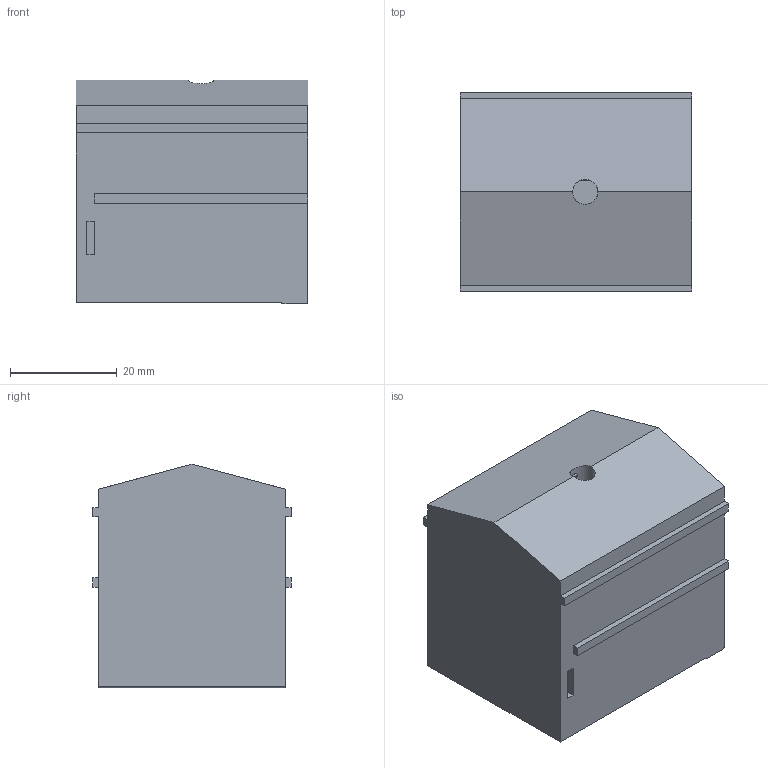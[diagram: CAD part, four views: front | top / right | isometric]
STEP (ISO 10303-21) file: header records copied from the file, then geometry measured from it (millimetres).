
FILE_DESCRIPTION(/* description */ ('Unknown'),/* implementation_level */ '2;1');
FILE_NAME(/* name */ '6DPBB70H_Re-engineering',/* time_stamp */ '2016-11-17T14:49:43+05:00',/* author */ ('Unknown'),/* organization */ ('Unknown'),/* preprocessor_version */ 'ST-DEVELOPER v16',/* originating_system */ 'DEX',/* authorisation */ $);
FILE_SCHEMA (('AUTOMOTIVE_DESIGN {1 0 10303 214 3 1 1}'));
Length unit declared in the file: millimetre
Products named in the file (1): 6DPBB70H_Re-engineering
Bounding box: 43.45 x 37.2 x 41.87 mm (x, y, z)
Volume: 59972.5 mm3; surface area: 9612.2 mm2
Topology: 1 solids, 1 shells, 39 faces, 101 edges, 67 vertices
Faces by surface type: plane 34, cylinder 5
Full cylindrical faces by diameter (mm): 4.7 x1
Entity records: 1646 total; most frequent: CARTESIAN_POINT 397, ORIENTED_EDGE 200, DIRECTION 183, EDGE_CURVE 100, LINE 85, VECTOR 85, VERTEX_POINT 67, AXIS2_PLACEMENT_3D 49
